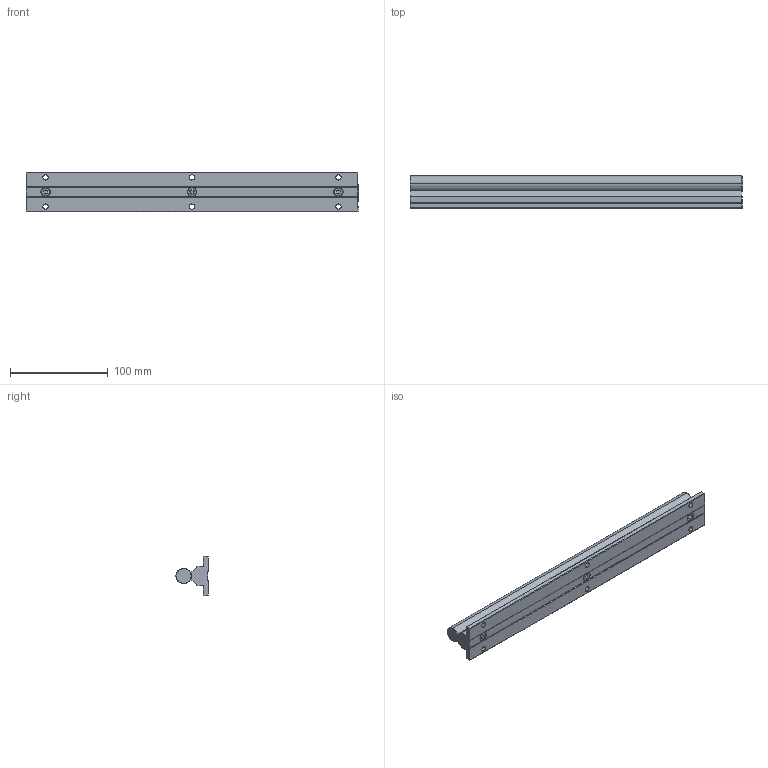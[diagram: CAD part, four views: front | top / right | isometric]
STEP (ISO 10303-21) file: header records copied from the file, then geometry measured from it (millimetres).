
FILE_DESCRIPTION (( 'STEP AP214' ), '1' );
FILE_NAME ('SBR16 340L N=20.STEP', '2018-01-02T14:48:48', ( '砐錪賧瘔蠈錪 Windows' ), ( '' ), 'SwSTEP 2.0', 'SolidWorks 2016', '' );
FILE_SCHEMA (( 'AUTOMOTIVE_DESIGN' ));
Length unit declared in the file: millimetre
Products named in the file (1): SBR16 340L N=20
Bounding box: 340 x 33 x 40 mm (x, y, z)
Volume: 200870.3 mm3; surface area: 58538.4 mm2
Topology: 5 solids, 5 shells, 207 faces, 542 edges, 339 vertices
Faces by surface type: cylinder 100, plane 79, cone 16, torus 12
Entity records: 7538 total; most frequent: CARTESIAN_POINT 1557, ORIENTED_EDGE 1072, DIRECTION 1042, EDGE_CURVE 536, AXIS2_PLACEMENT_3D 388, VERTEX_POINT 339, VECTOR 266, LINE 266
